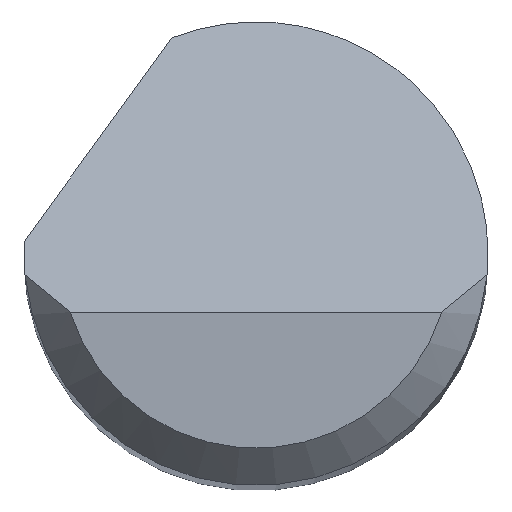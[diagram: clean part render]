
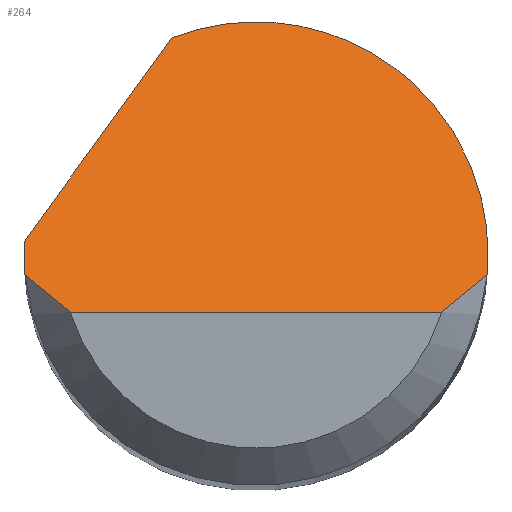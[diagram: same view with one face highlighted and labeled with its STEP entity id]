
A CAD part, top view. The second image highlights one B-rep face of the part: STEP entity #264.
In plain terms, the highlighted planar face has unit normal (0, 0.707, 0.707).
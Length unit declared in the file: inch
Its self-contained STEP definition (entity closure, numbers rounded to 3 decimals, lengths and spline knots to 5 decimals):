
#9 = CARTESIAN_POINT ( 'NONE',  ( -0.09375, -0.00292, 1.47917 ) ) ;
#33 = EDGE_CURVE ( 'NONE', #140, #565, #620, .T. ) ;
#37 = B_SPLINE_CURVE_WITH_KNOTS ( 'NONE', 3,
 ( #599, #273, #535, #269 ),
 .UNSPECIFIED., .F., .F.,
 ( 4, 4 ),
 ( 0., 0.00071 ),
 .UNSPECIFIED. ) ;
#47 = CARTESIAN_POINT ( 'NONE',  ( -0.09375, 0., 1.47625 ) ) ;
#77 = VERTEX_POINT ( 'NONE', #647 ) ;
#94 = CARTESIAN_POINT ( 'NONE',  ( -0.09362, 0.005, 1.47125 ) ) ;
#98 = CARTESIAN_POINT ( 'NONE',  ( 0.09334, -0.00875, 1.485 ) ) ;
#99 = ORIENTED_EDGE ( 'NONE', *, *, #125, .T. ) ;
#102 = EDGE_CURVE ( 'NONE', #135, #77, #675, .T. ) ;
#125 = EDGE_CURVE ( 'NONE', #314, #232, #705, .T. ) ;
#130 = DIRECTION ( 'NONE',  ( 1., 0., 0. ) ) ;
#135 = VERTEX_POINT ( 'NONE', #735 ) ;
#140 = VERTEX_POINT ( 'NONE', #271 ) ;
#148 = DIRECTION ( 'NONE',  ( 0.456, 0.629, -0.629 ) ) ;
#155 = CARTESIAN_POINT ( 'NONE',  ( 0.09375, -0.00292, 1.47917 ) ) ;
#190 = ORIENTED_EDGE ( 'NONE', *, *, #654, .T. ) ;
#192 = CARTESIAN_POINT ( 'NONE',  ( 0., -0.02375, 1.5 ) ) ;
#193 = AXIS2_PLACEMENT_3D ( 'NONE', #505, #632, #423 ) ;
#204 = CARTESIAN_POINT ( 'NONE',  ( -0.09334, -0.00875, 1.485 ) ) ;
#212 = ORIENTED_EDGE ( 'NONE', *, *, #102, .F. ) ;
#221 = CARTESIAN_POINT ( 'NONE',  ( -0.09371, 0.00333, 1.47292 ) ) ;
#227 = FACE_OUTER_BOUND ( 'NONE', #724, .T. ) ;
#232 = VERTEX_POINT ( 'NONE', #98 ) ;
#255 = CARTESIAN_POINT ( 'NONE',  ( 0.03379, 0.11369, 1.36256 ) ) ;
#264 = ADVANCED_FACE ( 'NONE', ( #227 ), #301, .F. ) ;
#269 = CARTESIAN_POINT ( 'NONE',  ( -0.07508, -0.02375, 1.5 ) ) ;
#271 = CARTESIAN_POINT ( 'NONE',  ( -0.03394, 0.08739, 1.38886 ) ) ;
#273 = CARTESIAN_POINT ( 'NONE',  ( -0.08761, -0.01397, 1.49022 ) ) ;
#284 = CARTESIAN_POINT ( 'NONE',  ( 0.08761, -0.01397, 1.49022 ) ) ;
#301 = PLANE ( 'NONE',  #193 ) ;
#314 = VERTEX_POINT ( 'NONE', #822 ) ;
#316 = VECTOR ( 'NONE', #130, 39.37008 ) ;
#319 = ORIENTED_EDGE ( 'NONE', *, *, #495, .F. ) ;
#330 = CARTESIAN_POINT ( 'NONE',  ( -0.09334, -0.00875, 1.485 ) ) ;
#352 = CARTESIAN_POINT ( 'NONE',  ( -0.09375, 0.00167, 1.47458 ) ) ;
#356 = VERTEX_POINT ( 'NONE', #516 ) ;
#367 = CARTESIAN_POINT ( 'NONE',  ( 0.09334, -0.00875, 1.485 ) ) ;
#408 =( BOUNDED_CURVE ( )  B_SPLINE_CURVE ( 3, ( #330, #596, #9, #47 ),
 .UNSPECIFIED., .F., .F. ) 
 B_SPLINE_CURVE_WITH_KNOTS ( ( 4, 4 ),
 ( 4.61892, 4.71239 ),
 .UNSPECIFIED. ) 
 CURVE ( )  GEOMETRIC_REPRESENTATION_ITEM ( )  RATIONAL_B_SPLINE_CURVE ( ( 1., 0.999, 0.999, 1. ) ) 
 REPRESENTATION_ITEM ( '' )  );
#423 = DIRECTION ( 'NONE',  ( 0., 0.707, -0.707 ) ) ;
#434 = EDGE_CURVE ( 'NONE', #356, #314, #521, .T. ) ;
#454 = CARTESIAN_POINT ( 'NONE',  ( 0.09375, 0.07266, 1.40359 ) ) ;
#469 = VECTOR ( 'NONE', #148, 39.37008 ) ;
#474 =( BOUNDED_CURVE ( )  B_SPLINE_CURVE ( 3, ( #847, #155, #482, #367 ),
 .UNSPECIFIED., .F., .F. ) 
 B_SPLINE_CURVE_WITH_KNOTS ( ( 4, 4 ),
 ( 1.5708, 1.66427 ),
 .UNSPECIFIED. ) 
 CURVE ( )  GEOMETRIC_REPRESENTATION_ITEM ( )  RATIONAL_B_SPLINE_CURVE ( ( 1., 0.999, 0.999, 1. ) ) 
 REPRESENTATION_ITEM ( '' )  );
#481 = VERTEX_POINT ( 'NONE', #204 ) ;
#482 = CARTESIAN_POINT ( 'NONE',  ( 0.09361, -0.00584, 1.48209 ) ) ;
#484 = CARTESIAN_POINT ( 'NONE',  ( 0.08157, -0.019, 1.49525 ) ) ;
#495 = EDGE_CURVE ( 'NONE', #77, #140, #808, .T. ) ;
#505 = CARTESIAN_POINT ( 'NONE',  ( -0.09375, -0.02375, 1.5 ) ) ;
#509 = CARTESIAN_POINT ( 'NONE',  ( -0.03394, 0.08739, 1.38886 ) ) ;
#516 = CARTESIAN_POINT ( 'NONE',  ( -0.07508, -0.02375, 1.5 ) ) ;
#521 = LINE ( 'NONE', #192, #316 ) ;
#527 = EDGE_CURVE ( 'NONE', #481, #135, #408, .T. ) ;
#535 = CARTESIAN_POINT ( 'NONE',  ( -0.08157, -0.019, 1.49525 ) ) ;
#565 = VERTEX_POINT ( 'NONE', #763 ) ;
#596 = CARTESIAN_POINT ( 'NONE',  ( -0.09361, -0.00584, 1.48209 ) ) ;
#599 = CARTESIAN_POINT ( 'NONE',  ( -0.09334, -0.00875, 1.485 ) ) ;
#602 = CARTESIAN_POINT ( 'NONE',  ( 0.07508, -0.02375, 1.5 ) ) ;
#612 = ORIENTED_EDGE ( 'NONE', *, *, #636, .F. ) ;
#614 = CARTESIAN_POINT ( 'NONE',  ( -0.11014, -0.01781, 1.49406 ) ) ;
#620 =( BOUNDED_CURVE ( )  B_SPLINE_CURVE ( 3, ( #509, #255, #454, #770 ),
 .UNSPECIFIED., .F., .F. ) 
 B_SPLINE_CURVE_WITH_KNOTS ( ( 4, 4 ),
 ( 5.91277, 7.85398 ),
 .UNSPECIFIED. ) 
 CURVE ( )  GEOMETRIC_REPRESENTATION_ITEM ( )  RATIONAL_B_SPLINE_CURVE ( ( 1., 0.71, 0.71, 1. ) ) 
 REPRESENTATION_ITEM ( '' )  );
#632 = DIRECTION ( 'NONE',  ( 0., -0.707, -0.707 ) ) ;
#636 = EDGE_CURVE ( 'NONE', #565, #232, #474, .T. ) ;
#647 = CARTESIAN_POINT ( 'NONE',  ( -0.09362, 0.005, 1.47125 ) ) ;
#649 = ORIENTED_EDGE ( 'NONE', *, *, #527, .F. ) ;
#654 = EDGE_CURVE ( 'NONE', #481, #356, #37, .T. ) ;
#675 =( BOUNDED_CURVE ( )  B_SPLINE_CURVE ( 3, ( #796, #352, #221, #94 ),
 .UNSPECIFIED., .F., .F. ) 
 B_SPLINE_CURVE_WITH_KNOTS ( ( 4, 4 ),
 ( 4.71239, 4.76575 ),
 .UNSPECIFIED. ) 
 CURVE ( )  GEOMETRIC_REPRESENTATION_ITEM ( )  RATIONAL_B_SPLINE_CURVE ( ( 1., 1., 1., 1. ) ) 
 REPRESENTATION_ITEM ( '' )  );
#705 = B_SPLINE_CURVE_WITH_KNOTS ( 'NONE', 3,
 ( #602, #484, #284, #867 ),
 .UNSPECIFIED., .F., .F.,
 ( 4, 4 ),
 ( 0., 0.00071 ),
 .UNSPECIFIED. ) ;
#724 = EDGE_LOOP ( 'NONE', ( #815, #99, #612, #802, #319, #212, #649, #190 ) ) ;
#735 = CARTESIAN_POINT ( 'NONE',  ( -0.09375, 0., 1.47625 ) ) ;
#763 = CARTESIAN_POINT ( 'NONE',  ( 0.09375, 0., 1.47625 ) ) ;
#770 = CARTESIAN_POINT ( 'NONE',  ( 0.09375, 0., 1.47625 ) ) ;
#796 = CARTESIAN_POINT ( 'NONE',  ( -0.09375, 0., 1.47625 ) ) ;
#802 = ORIENTED_EDGE ( 'NONE', *, *, #33, .F. ) ;
#808 = LINE ( 'NONE', #614, #469 ) ;
#815 = ORIENTED_EDGE ( 'NONE', *, *, #434, .T. ) ;
#822 = CARTESIAN_POINT ( 'NONE',  ( 0.07508, -0.02375, 1.5 ) ) ;
#847 = CARTESIAN_POINT ( 'NONE',  ( 0.09375, 0., 1.47625 ) ) ;
#867 = CARTESIAN_POINT ( 'NONE',  ( 0.09334, -0.00875, 1.485 ) ) ;
